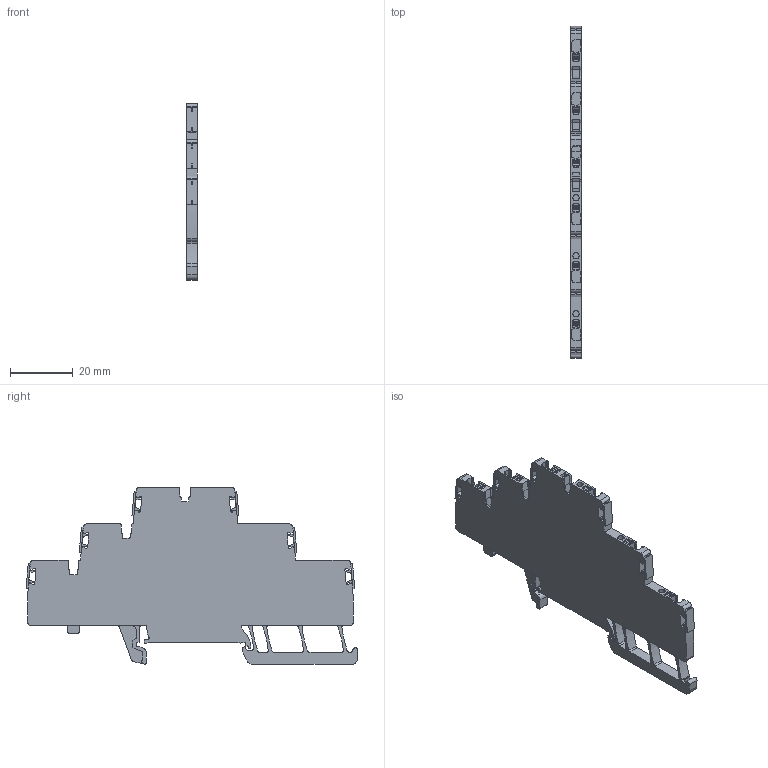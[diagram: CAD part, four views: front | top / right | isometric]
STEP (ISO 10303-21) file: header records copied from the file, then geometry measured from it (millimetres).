
FILE_DESCRIPTION(('CATIA V5 STEP Exchange','CAx-IF Rec.Pracs.--- Model Styling and Organization---1.4--- 2014-01-23'),'2;1');
FILE_NAME ('1399400-2_0', '2022-09-01T09:36:55+00:00', ('none'), ('Weidmueller'), 'CATIA Version 5-6 Release 2016 SP3 HF44', 'CATIA V5 STEP AP214', 'none');
FILE_SCHEMA(('AUTOMOTIVE_DESIGN { 1 0 10303 214 1 1 1 1 }'));
Length unit declared in the file: millimetre
Products named in the file (1): 2856200000
Bounding box: 3.5 x 106.13 x 56.55 mm (x, y, z)
Volume: 12148.2 mm3; surface area: 10715.4 mm2
Topology: 13 solids, 14 shells, 1083 faces, 3043 edges, 1992 vertices
Faces by surface type: plane 570, cylinder 367, extrusion 102, torus 32, sphere 12
Entity records: 34521 total; most frequent: CARTESIAN_POINT 7475, ORIENTED_EDGE 6062, DIRECTION 4600, EDGE_CURVE 3031, VECTOR 2089, VERTEX_POINT 1992, LINE 1987, AXIS2_PLACEMENT_3D 1662
